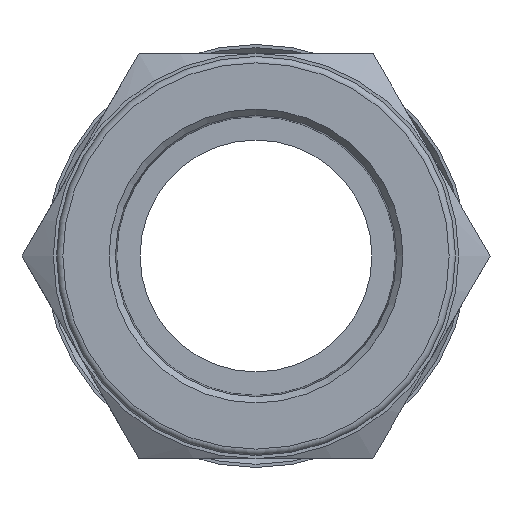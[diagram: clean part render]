
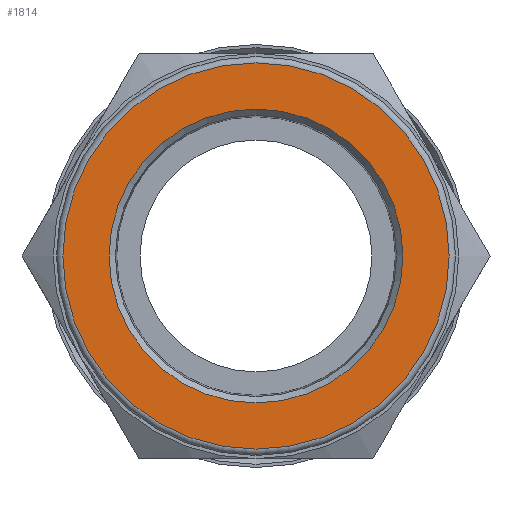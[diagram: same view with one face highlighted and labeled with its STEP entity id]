
A CAD part, left-side view. The second image highlights one B-rep face of the part: STEP entity #1814.
In plain terms, the highlighted planar face has unit normal (-1, 0, 0).
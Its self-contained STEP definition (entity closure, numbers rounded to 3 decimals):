
#46=FACE_BOUND('',#439,.T.);
#129=CIRCLE('',#2030,11.6);
#130=CIRCLE('',#2032,15.25);
#309=FACE_OUTER_BOUND('',#438,.T.);
#438=EDGE_LOOP('',(#1559));
#439=EDGE_LOOP('',(#1560));
#844=VERTEX_POINT('',#3227);
#845=VERTEX_POINT('',#3231);
#1094=EDGE_CURVE('',#844,#844,#129,.T.);
#1095=EDGE_CURVE('',#845,#845,#130,.T.);
#1559=ORIENTED_EDGE('',*,*,#1095,.F.);
#1560=ORIENTED_EDGE('',*,*,#1094,.T.);
#1709=PLANE('',#2031);
#1814=ADVANCED_FACE('',(#309,#46),#1709,.T.);
#2030=AXIS2_PLACEMENT_3D('',#3229,#2466,#2467);
#2031=AXIS2_PLACEMENT_3D('',#3230,#2468,#2469);
#2032=AXIS2_PLACEMENT_3D('',#3232,#2470,#2471);
#2466=DIRECTION('center_axis',(1.,0.,0.));
#2467=DIRECTION('ref_axis',(0.,0.,-1.));
#2468=DIRECTION('center_axis',(-1.,0.,0.));
#2469=DIRECTION('ref_axis',(0.,0.,1.));
#2470=DIRECTION('center_axis',(1.,0.,0.));
#2471=DIRECTION('ref_axis',(0.,0.,-1.));
#3227=CARTESIAN_POINT('',(9.428,-2.47,0.));
#3229=CARTESIAN_POINT('Origin',(9.428,9.13,0.));
#3230=CARTESIAN_POINT('Origin',(9.428,24.38,0.));
#3231=CARTESIAN_POINT('',(9.428,9.13,15.25));
#3232=CARTESIAN_POINT('Origin',(9.428,9.13,0.));
